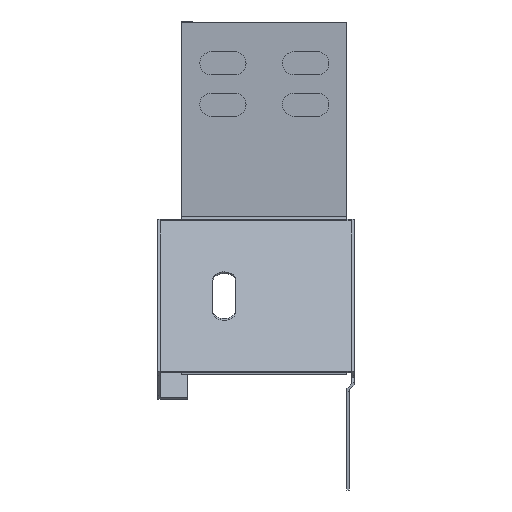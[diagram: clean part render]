
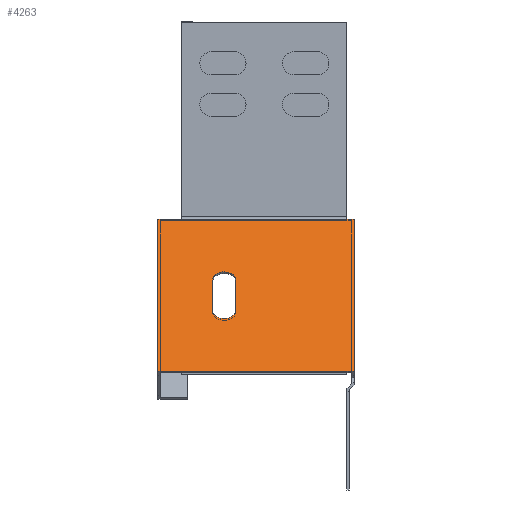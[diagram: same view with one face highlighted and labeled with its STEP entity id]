
A CAD part, left-side view. The second image highlights one B-rep face of the part: STEP entity #4263.
In plain terms, the highlighted planar face has unit normal (-0.707, 0, 0.707).
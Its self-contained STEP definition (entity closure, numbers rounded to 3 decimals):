
#61 = CARTESIAN_POINT ( 'NONE',  ( -67.794, 42.144, -34.476 ) ) ;
#74 = LINE ( 'NONE', #5798, #337 ) ;
#104 = DIRECTION ( 'NONE',  ( -0.707, 0., -0.707 ) ) ;
#120 = CARTESIAN_POINT ( 'NONE',  ( -66.044, 41.119, -32.726 ) ) ;
#184 = AXIS2_PLACEMENT_3D ( 'NONE', #1682, #5804, #5784 ) ;
#214 = DIRECTION ( 'NONE',  ( 0., 1., 0. ) ) ;
#252 = ORIENTED_EDGE ( 'NONE', *, *, #3375, .F. ) ;
#260 = CARTESIAN_POINT ( 'NONE',  ( -95.371, 0., -62.053 ) ) ;
#304 = CARTESIAN_POINT ( 'NONE',  ( -76.986, 35.144, -43.668 ) ) ;
#337 = VECTOR ( 'NONE', #2162, 1000. ) ;
#407 = ORIENTED_EDGE ( 'NONE', *, *, #4595, .F. ) ;
#409 = CARTESIAN_POINT ( 'NONE',  ( -76.986, 42.144, -43.668 ) ) ;
#448 = LINE ( 'NONE', #694, #1044 ) ;
#604 = CARTESIAN_POINT ( 'NONE',  ( -95.371, 1., -62.053 ) ) ;
#694 = CARTESIAN_POINT ( 'NONE',  ( -95.371, 0., -62.053 ) ) ;
#815 = DIRECTION ( 'NONE',  ( 0., -1., 0. ) ) ;
#820 = FACE_BOUND ( 'NONE', #5896, .T. ) ;
#902 = CARTESIAN_POINT ( 'NONE',  ( -49.409, 51.5, -16.091 ) ) ;
#941 = VERTEX_POINT ( 'NONE', #3981 ) ;
#1038 = EDGE_CURVE ( 'NONE', #4327, #5448, #74, .T. ) ;
#1044 = VECTOR ( 'NONE', #5891, 1000. ) ;
#1143 = VECTOR ( 'NONE', #3530, 1000. ) ;
#1195 = VECTOR ( 'NONE', #3961, 1000. ) ;
#1215 = ORIENTED_EDGE ( 'NONE', *, *, #5698, .T. ) ;
#1240 = VERTEX_POINT ( 'NONE', #4101 ) ;
#1275 = VERTEX_POINT ( 'NONE', #1289 ) ;
#1289 = CARTESIAN_POINT ( 'NONE',  ( -95.371, 58.7, -62.053 ) ) ;
#1350 = VECTOR ( 'NONE', #2966, 1000. ) ;
#1414 = VERTEX_POINT ( 'NONE', #902 ) ;
#1524 = VECTOR ( 'NONE', #214, 1000. ) ;
#1545 = LINE ( 'NONE', #3383, #1350 ) ;
#1584 = LINE ( 'NONE', #5371, #1143 ) ;
#1647 = CARTESIAN_POINT ( 'NONE',  ( -67.794, 38.644, -34.476 ) ) ;
#1682 = CARTESIAN_POINT ( 'NONE',  ( -16.659, 0., 16.659 ) ) ;
#1729 = CARTESIAN_POINT ( 'NONE',  ( -76.986, 38.644, -43.668 ) ) ;
#1816 = VECTOR ( 'NONE', #5392, 1000. ) ;
#1826 = DIRECTION ( 'NONE',  ( 0., 1., 0. ) ) ;
#1827 = DIRECTION ( 'NONE',  ( 0.5, 0.707, 0.5 ) ) ;
#1918 = VERTEX_POINT ( 'NONE', #4790 ) ;
#1944 = ORIENTED_EDGE ( 'NONE', *, *, #5919, .T. ) ;
#1988 = ORIENTED_EDGE ( 'NONE', *, *, #4317, .F. ) ;
#2131 = ORIENTED_EDGE ( 'NONE', *, *, #3082, .T. ) ;
#2134 = LINE ( 'NONE', #5550, #1816 ) ;
#2162 = DIRECTION ( 'NONE',  ( 0.707, 0., 0.707 ) ) ;
#2298 = CARTESIAN_POINT ( 'NONE',  ( -49.409, 0., -16.091 ) ) ;
#2301 = FACE_OUTER_BOUND ( 'NONE', #4794, .T. ) ;
#2324 = VECTOR ( 'NONE', #3446, 1000. ) ;
#2466 = LINE ( 'NONE', #3430, #2324 ) ;
#2477 = AXIS2_PLACEMENT_3D ( 'NONE', #1647, #4098, #1827 ) ;
#2573 = VERTEX_POINT ( 'NONE', #4855 ) ;
#2600 = CARTESIAN_POINT ( 'NONE',  ( -95.371, -0.7, -62.053 ) ) ;
#2651 = LINE ( 'NONE', #260, #1524 ) ;
#2723 = DIRECTION ( 'NONE',  ( 0., -1., 0. ) ) ;
#2770 = CARTESIAN_POINT ( 'NONE',  ( -49.409, -0.7, -16.091 ) ) ;
#2858 = CARTESIAN_POINT ( 'NONE',  ( -67.794, 35.144, -34.476 ) ) ;
#2920 = AXIS2_PLACEMENT_3D ( 'NONE', #3596, #3591, #3578 ) ;
#2966 = DIRECTION ( 'NONE',  ( 0., 1., 0. ) ) ;
#2971 = CARTESIAN_POINT ( 'NONE',  ( -95.371, 51.5, -62.053 ) ) ;
#2983 = EDGE_CURVE ( 'NONE', #1240, #4393, #3196, .T. ) ;
#3082 = EDGE_CURVE ( 'NONE', #3930, #4327, #3511, .T. ) ;
#3196 = LINE ( 'NONE', #5395, #3394 ) ;
#3234 = EDGE_CURVE ( 'NONE', #5572, #4072, #4374, .T. ) ;
#3291 = ORIENTED_EDGE ( 'NONE', *, *, #5453, .T. ) ;
#3302 = EDGE_CURVE ( 'NONE', #4647, #4768, #4613, .T. ) ;
#3303 = EDGE_CURVE ( 'NONE', #941, #4768, #4635, .T. ) ;
#3327 = ORIENTED_EDGE ( 'NONE', *, *, #1038, .T. ) ;
#3375 = EDGE_CURVE ( 'NONE', #1275, #4393, #4841, .T. ) ;
#3383 = CARTESIAN_POINT ( 'NONE',  ( -95.371, 1.5, -62.053 ) ) ;
#3394 = VECTOR ( 'NONE', #1826, 1000. ) ;
#3414 = VERTEX_POINT ( 'NONE', #4588 ) ;
#3430 = CARTESIAN_POINT ( 'NONE',  ( -49.409, 0., -16.091 ) ) ;
#3446 = DIRECTION ( 'NONE',  ( 0., 1., 0. ) ) ;
#3511 = CIRCLE ( 'NONE', #3640, 3.5 ) ;
#3530 = DIRECTION ( 'NONE',  ( 0., -1., 0. ) ) ;
#3578 = DIRECTION ( 'NONE',  ( 0.5, 0.707, 0.5 ) ) ;
#3591 = DIRECTION ( 'NONE',  ( 0.707, 0., -0.707 ) ) ;
#3596 = CARTESIAN_POINT ( 'NONE',  ( -67.794, 38.644, -34.476 ) ) ;
#3640 = AXIS2_PLACEMENT_3D ( 'NONE', #1729, #4605, #4319 ) ;
#3830 = CARTESIAN_POINT ( 'NONE',  ( -16.659, 58.7, 16.659 ) ) ;
#3876 = ORIENTED_EDGE ( 'NONE', *, *, #5489, .F. ) ;
#3930 = VERTEX_POINT ( 'NONE', #5185 ) ;
#3942 = ORIENTED_EDGE ( 'NONE', *, *, #4639, .T. ) ;
#3961 = DIRECTION ( 'NONE',  ( 0., -1., 0. ) ) ;
#3981 = CARTESIAN_POINT ( 'NONE',  ( -49.409, 1., -16.091 ) ) ;
#4072 = VERTEX_POINT ( 'NONE', #2858 ) ;
#4083 = ORIENTED_EDGE ( 'NONE', *, *, #5959, .T. ) ;
#4098 = DIRECTION ( 'NONE',  ( 0.707, 0., -0.707 ) ) ;
#4101 = CARTESIAN_POINT ( 'NONE',  ( -49.409, 57., -16.091 ) ) ;
#4116 = CARTESIAN_POINT ( 'NONE',  ( -16.659, -0.7, 16.659 ) ) ;
#4263 = ADVANCED_FACE ( 'NONE', ( #820, #2301 ), #5868, .F. ) ;
#4302 = CARTESIAN_POINT ( 'NONE',  ( -49.409, 58.7, -16.091 ) ) ;
#4317 = EDGE_CURVE ( 'NONE', #1918, #1275, #2651, .T. ) ;
#4319 = DIRECTION ( 'NONE',  ( 0.5, 0.707, 0.5 ) ) ;
#4327 = VERTEX_POINT ( 'NONE', #409 ) ;
#4374 = CIRCLE ( 'NONE', #2477, 3.5 ) ;
#4393 = VERTEX_POINT ( 'NONE', #4302 ) ;
#4453 = VERTEX_POINT ( 'NONE', #5537 ) ;
#4542 = VECTOR ( 'NONE', #4671, 1000. ) ;
#4560 = ORIENTED_EDGE ( 'NONE', *, *, #2983, .T. ) ;
#4572 = DIRECTION ( 'NONE',  ( 0.707, 0., 0.707 ) ) ;
#4578 = EDGE_CURVE ( 'NONE', #1918, #4985, #448, .T. ) ;
#4588 = CARTESIAN_POINT ( 'NONE',  ( -95.371, 1.5, -62.053 ) ) ;
#4595 = EDGE_CURVE ( 'NONE', #1414, #4453, #5983, .T. ) ;
#4605 = DIRECTION ( 'NONE',  ( 0.707, 0., -0.707 ) ) ;
#4613 = LINE ( 'NONE', #4116, #4542 ) ;
#4635 = LINE ( 'NONE', #2298, #4658 ) ;
#4639 = EDGE_CURVE ( 'NONE', #3414, #2573, #1584, .T. ) ;
#4647 = VERTEX_POINT ( 'NONE', #2600 ) ;
#4658 = VECTOR ( 'NONE', #2723, 1000. ) ;
#4671 = DIRECTION ( 'NONE',  ( 0.707, 0., 0.707 ) ) ;
#4768 = VERTEX_POINT ( 'NONE', #2770 ) ;
#4790 = CARTESIAN_POINT ( 'NONE',  ( -95.371, 57., -62.053 ) ) ;
#4794 = EDGE_LOOP ( 'NONE', ( #3942, #4083, #5548, #5827, #4954, #407, #3291, #4560, #252, #1988, #5656, #3876 ) ) ;
#4841 = LINE ( 'NONE', #3830, #4853 ) ;
#4853 = VECTOR ( 'NONE', #4572, 1000. ) ;
#4855 = CARTESIAN_POINT ( 'NONE',  ( -95.371, 1., -62.053 ) ) ;
#4954 = ORIENTED_EDGE ( 'NONE', *, *, #5725, .T. ) ;
#4985 = VERTEX_POINT ( 'NONE', #2971 ) ;
#5038 = CIRCLE ( 'NONE', #2920, 3.5 ) ;
#5052 = ORIENTED_EDGE ( 'NONE', *, *, #3234, .T. ) ;
#5185 = CARTESIAN_POINT ( 'NONE',  ( -76.986, 35.144, -43.668 ) ) ;
#5272 = CARTESIAN_POINT ( 'NONE',  ( -49.409, 51.5, -16.091 ) ) ;
#5371 = CARTESIAN_POINT ( 'NONE',  ( -95.371, 0., -62.053 ) ) ;
#5392 = DIRECTION ( 'NONE',  ( 0., 1., 0. ) ) ;
#5395 = CARTESIAN_POINT ( 'NONE',  ( -49.409, 57., -16.091 ) ) ;
#5448 = VERTEX_POINT ( 'NONE', #61 ) ;
#5453 = EDGE_CURVE ( 'NONE', #1414, #1240, #2134, .T. ) ;
#5489 = EDGE_CURVE ( 'NONE', #3414, #4985, #1545, .T. ) ;
#5537 = CARTESIAN_POINT ( 'NONE',  ( -49.409, 1.5, -16.091 ) ) ;
#5548 = ORIENTED_EDGE ( 'NONE', *, *, #3302, .T. ) ;
#5550 = CARTESIAN_POINT ( 'NONE',  ( -49.409, 0., -16.091 ) ) ;
#5572 = VERTEX_POINT ( 'NONE', #120 ) ;
#5647 = LINE ( 'NONE', #604, #5691 ) ;
#5656 = ORIENTED_EDGE ( 'NONE', *, *, #4578, .T. ) ;
#5691 = VECTOR ( 'NONE', #815, 1000. ) ;
#5698 = EDGE_CURVE ( 'NONE', #5448, #5572, #5038, .T. ) ;
#5725 = EDGE_CURVE ( 'NONE', #941, #4453, #2466, .T. ) ;
#5784 = DIRECTION ( 'NONE',  ( -0.707, 0., -0.707 ) ) ;
#5798 = CARTESIAN_POINT ( 'NONE',  ( -76.986, 42.144, -43.668 ) ) ;
#5804 = DIRECTION ( 'NONE',  ( 0.707, 0., -0.707 ) ) ;
#5807 = VECTOR ( 'NONE', #104, 1000. ) ;
#5820 = LINE ( 'NONE', #304, #5807 ) ;
#5827 = ORIENTED_EDGE ( 'NONE', *, *, #3303, .F. ) ;
#5868 = PLANE ( 'NONE',  #184 ) ;
#5891 = DIRECTION ( 'NONE',  ( 0., -1., 0. ) ) ;
#5896 = EDGE_LOOP ( 'NONE', ( #1944, #2131, #3327, #1215, #5052 ) ) ;
#5919 = EDGE_CURVE ( 'NONE', #4072, #3930, #5820, .T. ) ;
#5959 = EDGE_CURVE ( 'NONE', #2573, #4647, #5647, .T. ) ;
#5983 = LINE ( 'NONE', #5272, #1195 ) ;
